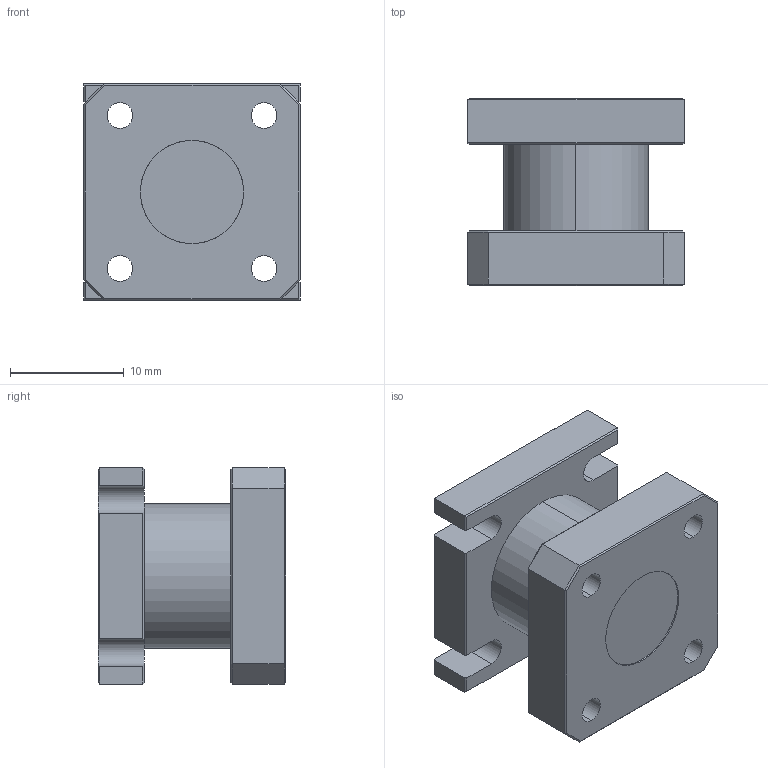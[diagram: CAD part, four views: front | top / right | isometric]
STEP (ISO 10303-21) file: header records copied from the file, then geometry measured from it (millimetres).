
FILE_DESCRIPTION (( 'STEP AP203' ), '1' );
FILE_NAME ('SWT-280358-SA-C-QC.STEP', '2018-11-20T01:43:05', ( '' ), ( '' ), 'SwSTEP 2.0', 'SolidWorks 2016', '' );
FILE_SCHEMA (( 'CONFIG_CONTROL_DESIGN' ));
Length unit declared in the file: inch
Products named in the file (1): SWT-280358-SA-C-QC
Bounding box: 19.05 x 16.51 x 19.05 mm (x, y, z)
Volume: 3902.7 mm3; surface area: 2285 mm2
Topology: 1 solids, 1 shells, 88 faces, 222 edges, 140 vertices
Faces by surface type: plane 62, cylinder 18, bspline 8
Entity records: 2877 total; most frequent: CARTESIAN_POINT 699, ORIENTED_EDGE 444, DIRECTION 404, EDGE_CURVE 222, VECTOR 170, LINE 170, VERTEX_POINT 140, AXIS2_PLACEMENT_3D 117
